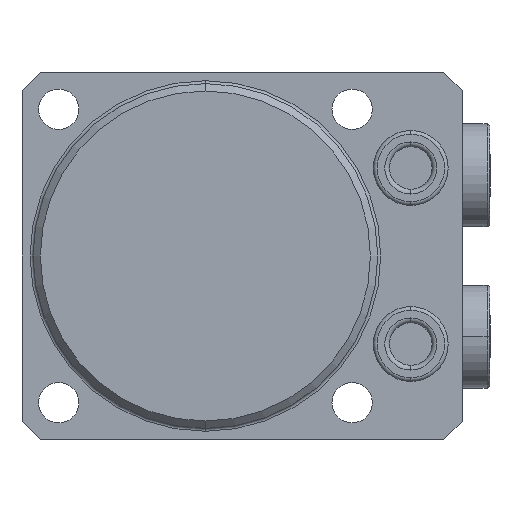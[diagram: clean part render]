
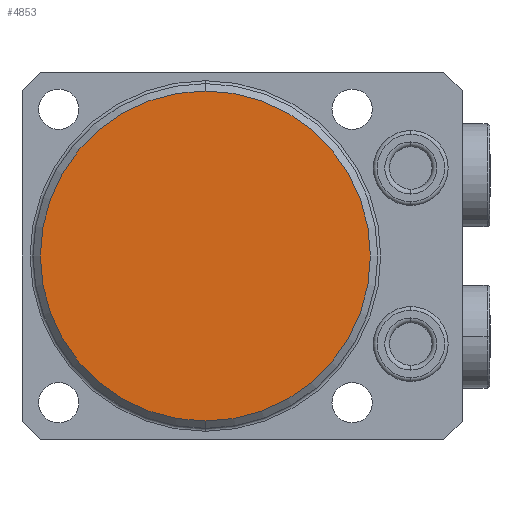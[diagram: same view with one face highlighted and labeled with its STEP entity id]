
A CAD part, front view. The second image highlights one B-rep face of the part: STEP entity #4853.
In plain terms, the highlighted planar face has unit normal (0, -1, 0).
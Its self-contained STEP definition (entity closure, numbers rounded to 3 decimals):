
#621 = DIRECTION ( 'NONE',  ( 0., 0., 1. ) ) ;
#622 = DIRECTION ( 'NONE',  ( 0., 1., 0. ) ) ;
#625 = PLANE ( 'NONE',  #1702 ) ;
#630 = CARTESIAN_POINT ( 'NONE',  ( 0., -39.5, 0. ) ) ;
#1702 = AXIS2_PLACEMENT_3D ( 'NONE', #630, #622, #621 ) ;
#1961 = AXIS2_PLACEMENT_3D ( 'NONE', #5166, #5165, #5164 ) ;
#2040 = AXIS2_PLACEMENT_3D ( 'NONE', #5408, #5404, #5400 ) ;
#2087 = EDGE_CURVE ( 'NONE', #6650, #6659, #2697, .T. ) ;
#2400 = EDGE_CURVE ( 'NONE', #6659, #6650, #2525, .T. ) ;
#2525 = CIRCLE ( 'NONE', #1961, 22.5 ) ;
#2697 = CIRCLE ( 'NONE', #2040, 22.5 ) ;
#3611 = CARTESIAN_POINT ( 'NONE',  ( 0., -39.5, -22.5 ) ) ;
#3623 = CARTESIAN_POINT ( 'NONE',  ( 0., -39.5, 22.5 ) ) ;
#4853 = ADVANCED_FACE ( 'NONE', ( #5620 ), #625, .F. ) ;
#5164 = DIRECTION ( 'NONE',  ( 0., 0., 1. ) ) ;
#5165 = DIRECTION ( 'NONE',  ( 0., -1., 0. ) ) ;
#5166 = CARTESIAN_POINT ( 'NONE',  ( 0., -39.5, 0. ) ) ;
#5400 = DIRECTION ( 'NONE',  ( 0., 0., 1. ) ) ;
#5404 = DIRECTION ( 'NONE',  ( 0., -1., 0. ) ) ;
#5408 = CARTESIAN_POINT ( 'NONE',  ( 0., -39.5, 0. ) ) ;
#5620 = FACE_OUTER_BOUND ( 'NONE', #6107, .T. ) ;
#5923 = ORIENTED_EDGE ( 'NONE', *, *, #2400, .T. ) ;
#5924 = ORIENTED_EDGE ( 'NONE', *, *, #2087, .T. ) ;
#6107 = EDGE_LOOP ( 'NONE', ( #5924, #5923 ) ) ;
#6650 = VERTEX_POINT ( 'NONE', #3623 ) ;
#6659 = VERTEX_POINT ( 'NONE', #3611 ) ;
